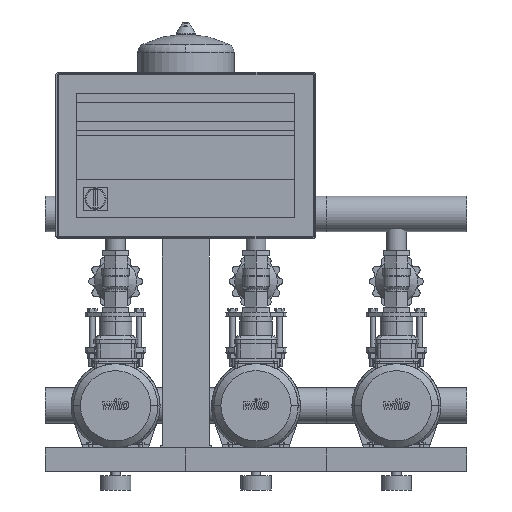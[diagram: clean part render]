
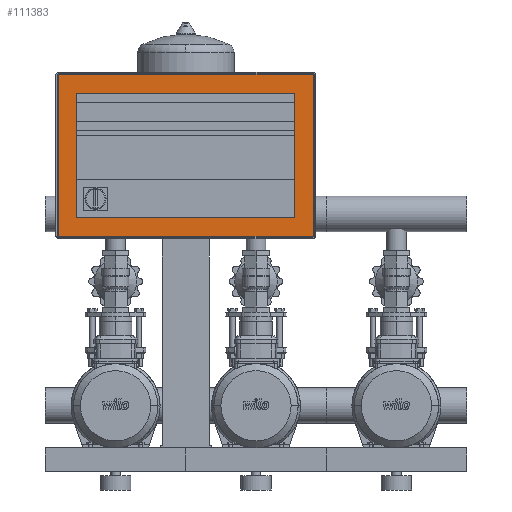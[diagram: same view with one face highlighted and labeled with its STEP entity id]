
A CAD part, front view. The second image highlights one B-rep face of the part: STEP entity #111383.
In plain terms, the highlighted planar face has unit normal (0, -1, 0).
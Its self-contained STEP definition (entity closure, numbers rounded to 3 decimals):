
#110089=CARTESIAN_POINT('',(67.,-401.95,848.0));
#110090=VERTEX_POINT('',#110089);
#110097=CARTESIAN_POINT('',(67.,-401.95,582.0));
#110098=VERTEX_POINT('',#110097);
#110099=CARTESIAN_POINT('',(67.,-401.95,582.0));
#110100=DIRECTION('',(0.0,0.0,1.0));
#110101=VECTOR('',#110100,266.0);
#110102=LINE('',#110099,#110101);
#110103=EDGE_CURVE('',#110098,#110090,#110102,.T.);
#110128=CARTESIAN_POINT('',(533.,-401.95,582.));
#110129=VERTEX_POINT('',#110128);
#110130=CARTESIAN_POINT('',(533.,-401.95,582.));
#110131=DIRECTION('',(-1.0,0.0,0.0));
#110132=VECTOR('',#110131,466.0);
#110133=LINE('',#110130,#110132);
#110134=EDGE_CURVE('',#110129,#110098,#110133,.T.);
#110159=CARTESIAN_POINT('',(533.0,-401.95,848.0));
#110160=VERTEX_POINT('',#110159);
#110161=CARTESIAN_POINT('',(533.0,-401.95,848.0));
#110162=DIRECTION('',(0.0,0.0,-1.0));
#110163=VECTOR('',#110162,266.);
#110164=LINE('',#110161,#110163);
#110165=EDGE_CURVE('',#110160,#110129,#110164,.T.);
#110188=CARTESIAN_POINT('',(67.,-401.95,848.0));
#110189=DIRECTION('',(1.0,0.0,0.0));
#110190=VECTOR('',#110189,466.0);
#110191=LINE('',#110188,#110190);
#110192=EDGE_CURVE('',#110090,#110160,#110191,.T.);
#111118=CARTESIAN_POINT('',(27.,-401.95,545.0));
#111119=VERTEX_POINT('',#111118);
#111127=CARTESIAN_POINT('',(27.0,-401.95,885.0));
#111128=VERTEX_POINT('',#111127);
#111129=CARTESIAN_POINT('',(27.,-401.95,545.0));
#111130=DIRECTION('',(0.0,0.0,1.0));
#111131=VECTOR('',#111130,340.0);
#111132=LINE('',#111129,#111131);
#111133=EDGE_CURVE('',#111119,#111128,#111132,.T.);
#111158=CARTESIAN_POINT('',(30.,-401.95,542.0));
#111159=VERTEX_POINT('',#111158);
#111167=CARTESIAN_POINT('',(30.,-401.95,545.0));
#111168=DIRECTION('',(0.,1.,0.));
#111169=DIRECTION('',(-0.707,0.,-0.707));
#111170=AXIS2_PLACEMENT_3D('',#111167,#111168,#111169);
#111171=CIRCLE('',#111170,3.);
#111172=EDGE_CURVE('',#111159,#111119,#111171,.T.);
#111184=CARTESIAN_POINT('',(30.0,-401.95,888.0));
#111185=VERTEX_POINT('',#111184);
#111203=CARTESIAN_POINT('',(30.0,-401.95,885.0));
#111204=DIRECTION('',(0.,1.0,0.));
#111205=DIRECTION('',(-0.707,0.,0.707));
#111206=AXIS2_PLACEMENT_3D('',#111203,#111204,#111205);
#111207=CIRCLE('',#111206,3.0);
#111208=EDGE_CURVE('',#111128,#111185,#111207,.T.);
#111218=CARTESIAN_POINT('',(570.,-401.95,542.0));
#111219=VERTEX_POINT('',#111218);
#111227=CARTESIAN_POINT('',(570.,-401.95,542.0));
#111228=DIRECTION('',(-1.0,0.0,0.0));
#111229=VECTOR('',#111228,540.0);
#111230=LINE('',#111227,#111229);
#111231=EDGE_CURVE('',#111219,#111159,#111230,.T.);
#111243=CARTESIAN_POINT('',(570.0,-401.95,888.0));
#111244=VERTEX_POINT('',#111243);
#111261=CARTESIAN_POINT('',(30.0,-401.95,888.0));
#111262=DIRECTION('',(1.0,0.0,0.0));
#111263=VECTOR('',#111262,540.0);
#111264=LINE('',#111261,#111263);
#111265=EDGE_CURVE('',#111185,#111244,#111264,.T.);
#111275=CARTESIAN_POINT('',(573.,-401.95,545.0));
#111276=VERTEX_POINT('',#111275);
#111284=CARTESIAN_POINT('',(570.,-401.95,545.0));
#111285=DIRECTION('',(0.,1.,0.));
#111286=DIRECTION('',(0.707,0.,-0.707));
#111287=AXIS2_PLACEMENT_3D('',#111284,#111285,#111286);
#111288=CIRCLE('',#111287,3.);
#111289=EDGE_CURVE('',#111276,#111219,#111288,.T.);
#111301=CARTESIAN_POINT('',(573.0,-401.95,885.0));
#111302=VERTEX_POINT('',#111301);
#111318=CARTESIAN_POINT('',(570.0,-401.95,885.0));
#111319=DIRECTION('',(0.,1.0,0.));
#111320=DIRECTION('',(0.707,0.,0.707));
#111321=AXIS2_PLACEMENT_3D('',#111318,#111319,#111320);
#111322=CIRCLE('',#111321,3.);
#111323=EDGE_CURVE('',#111244,#111302,#111322,.T.);
#111336=CARTESIAN_POINT('',(573.0,-401.95,885.0));
#111337=DIRECTION('',(0.0,0.0,-1.0));
#111338=VECTOR('',#111337,340.0);
#111339=LINE('',#111336,#111338);
#111340=EDGE_CURVE('',#111302,#111276,#111339,.T.);
#111362=CARTESIAN_POINT('',(300.,-401.95,715.0));
#111363=DIRECTION('',(0.0,-1.0,0.0));
#111364=DIRECTION('',(1.0,0.0,0.0));
#111365=AXIS2_PLACEMENT_3D('',#111362,#111363,#111364);
#111366=PLANE('',#111365);
#111367=ORIENTED_EDGE('',*,*,#111133,.F.);
#111368=ORIENTED_EDGE('',*,*,#111172,.F.);
#111369=ORIENTED_EDGE('',*,*,#111231,.F.);
#111370=ORIENTED_EDGE('',*,*,#111289,.F.);
#111371=ORIENTED_EDGE('',*,*,#111340,.F.);
#111372=ORIENTED_EDGE('',*,*,#111323,.F.);
#111373=ORIENTED_EDGE('',*,*,#111265,.F.);
#111374=ORIENTED_EDGE('',*,*,#111208,.F.);
#111375=EDGE_LOOP('',(#111367,#111368,#111369,#111370,#111371,#111372,#111373,#111374));
#111376=FACE_OUTER_BOUND('',#111375,.T.);
#111377=ORIENTED_EDGE('',*,*,#110103,.T.);
#111378=ORIENTED_EDGE('',*,*,#110192,.T.);
#111379=ORIENTED_EDGE('',*,*,#110165,.T.);
#111380=ORIENTED_EDGE('',*,*,#110134,.T.);
#111381=EDGE_LOOP('',(#111377,#111378,#111379,#111380));
#111382=FACE_BOUND('',#111381,.T.);
#111383=ADVANCED_FACE('',(#111376,#111382),#111366,.T.);
